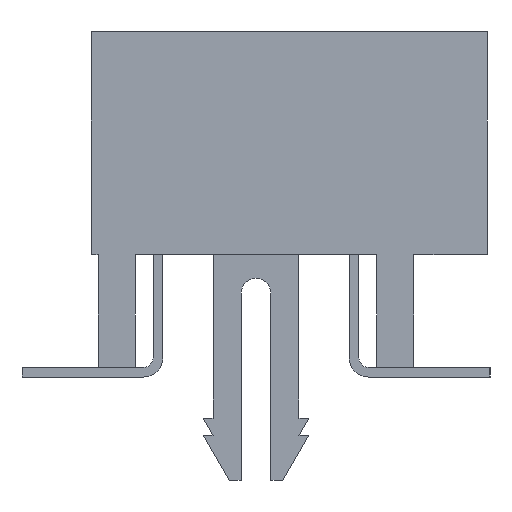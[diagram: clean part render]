
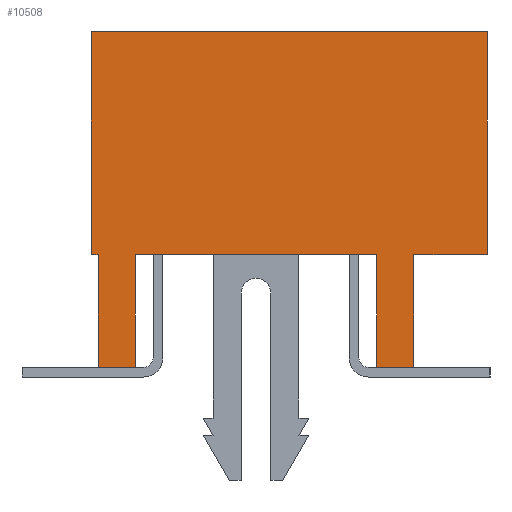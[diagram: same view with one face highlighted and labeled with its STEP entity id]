
A CAD part, left-side view. The second image highlights one B-rep face of the part: STEP entity #10508.
In plain terms, the highlighted planar face has unit normal (-1, 0, 0).
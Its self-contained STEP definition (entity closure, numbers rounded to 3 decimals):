
#304=FACE_OUTER_BOUND('',#921,.T.);
#921=EDGE_LOOP('',(#7340,#7341,#7342,#7343,#7344,#7345,#7346,#7347,#7348,
#7349,#7350,#7351));
#1497=LINE('',#14473,#2942);
#1593=LINE('',#14666,#3038);
#1610=LINE('',#14700,#3055);
#1674=LINE('',#14829,#3119);
#1747=LINE('',#14971,#3192);
#1774=LINE('',#15025,#3219);
#1775=LINE('',#15027,#3220);
#1776=LINE('',#15028,#3221);
#1777=LINE('',#15030,#3222);
#1778=LINE('',#15031,#3223);
#1779=LINE('',#15032,#3224);
#1780=LINE('',#15033,#3225);
#2942=VECTOR('',#11727,1000.);
#3038=VECTOR('',#11825,1000.);
#3055=VECTOR('',#11844,1000.);
#3119=VECTOR('',#11910,1000.);
#3192=VECTOR('',#12099,1000.);
#3219=VECTOR('',#12128,1000.);
#3220=VECTOR('',#12129,1000.);
#3221=VECTOR('',#12130,1000.);
#3222=VECTOR('',#12131,1000.);
#3223=VECTOR('',#12132,1000.);
#3224=VECTOR('',#12133,1000.);
#3225=VECTOR('',#12134,1000.);
#4385=VERTEX_POINT('',#14471);
#4386=VERTEX_POINT('',#14472);
#4481=VERTEX_POINT('',#14663);
#4482=VERTEX_POINT('',#14665);
#4497=VERTEX_POINT('',#14697);
#4498=VERTEX_POINT('',#14699);
#4561=VERTEX_POINT('',#14826);
#4562=VERTEX_POINT('',#14828);
#4573=VERTEX_POINT('',#14969);
#4599=VERTEX_POINT('',#15024);
#4600=VERTEX_POINT('',#15026);
#4601=VERTEX_POINT('',#15029);
#5381=EDGE_CURVE('',#4385,#4386,#1497,.T.);
#5477=EDGE_CURVE('',#4482,#4481,#1593,.T.);
#5494=EDGE_CURVE('',#4497,#4498,#1610,.T.);
#5558=EDGE_CURVE('',#4562,#4561,#1674,.T.);
#5631=EDGE_CURVE('',#4573,#4561,#1747,.T.);
#5658=EDGE_CURVE('',#4498,#4599,#1774,.T.);
#5659=EDGE_CURVE('',#4600,#4497,#1775,.T.);
#5660=EDGE_CURVE('',#4482,#4600,#1776,.T.);
#5661=EDGE_CURVE('',#4481,#4601,#1777,.T.);
#5662=EDGE_CURVE('',#4601,#4385,#1778,.T.);
#5663=EDGE_CURVE('',#4386,#4562,#1779,.T.);
#5664=EDGE_CURVE('',#4599,#4573,#1780,.T.);
#7340=ORIENTED_EDGE('',*,*,#5658,.F.);
#7341=ORIENTED_EDGE('',*,*,#5494,.F.);
#7342=ORIENTED_EDGE('',*,*,#5659,.F.);
#7343=ORIENTED_EDGE('',*,*,#5660,.F.);
#7344=ORIENTED_EDGE('',*,*,#5477,.T.);
#7345=ORIENTED_EDGE('',*,*,#5661,.T.);
#7346=ORIENTED_EDGE('',*,*,#5662,.T.);
#7347=ORIENTED_EDGE('',*,*,#5381,.T.);
#7348=ORIENTED_EDGE('',*,*,#5663,.T.);
#7349=ORIENTED_EDGE('',*,*,#5558,.T.);
#7350=ORIENTED_EDGE('',*,*,#5631,.F.);
#7351=ORIENTED_EDGE('',*,*,#5664,.F.);
#9951=PLANE('',#11125);
#10508=ADVANCED_FACE('',(#304),#9951,.F.);
#11125=AXIS2_PLACEMENT_3D('',#15023,#12126,#12127);
#11727=DIRECTION('',(0.,-1.,0.));
#11825=DIRECTION('',(0.,0.,-1.));
#11844=DIRECTION('',(0.,-1.,0.));
#11910=DIRECTION('',(0.,-1.,0.));
#12099=DIRECTION('',(0.,0.,-1.));
#12126=DIRECTION('center_axis',(1.,0.,0.));
#12127=DIRECTION('ref_axis',(0.,1.,0.));
#12128=DIRECTION('',(0.,0.,-1.));
#12129=DIRECTION('',(0.,0.,1.));
#12130=DIRECTION('',(0.,1.,0.));
#12131=DIRECTION('',(0.,-1.,0.));
#12132=DIRECTION('',(0.,0.,1.));
#12133=DIRECTION('',(0.,0.,-1.));
#12134=DIRECTION('',(0.,1.,0.));
#14471=CARTESIAN_POINT('',(-7.175,1.625,1.65));
#14472=CARTESIAN_POINT('',(-7.175,-1.625,1.65));
#14473=CARTESIAN_POINT('',(-7.175,1.625,1.65));
#14663=CARTESIAN_POINT('',(-7.175,2.125,0.13));
#14665=CARTESIAN_POINT('',(-7.175,2.125,1.65));
#14666=CARTESIAN_POINT('',(-7.175,2.125,4.65));
#14697=CARTESIAN_POINT('',(-7.175,2.215,4.65));
#14699=CARTESIAN_POINT('',(-7.175,-3.115,4.65));
#14700=CARTESIAN_POINT('',(-7.175,2.125,4.65));
#14826=CARTESIAN_POINT('',(-7.175,-2.125,0.13));
#14828=CARTESIAN_POINT('',(-7.175,-1.625,0.13));
#14829=CARTESIAN_POINT('',(-7.175,2.125,0.13));
#14969=CARTESIAN_POINT('',(-7.175,-2.125,1.65));
#14971=CARTESIAN_POINT('',(-7.175,-2.125,4.65));
#15023=CARTESIAN_POINT('Origin',(-7.175,2.125,4.65));
#15024=CARTESIAN_POINT('',(-7.175,-3.115,1.65));
#15025=CARTESIAN_POINT('',(-7.175,-3.115,4.65));
#15026=CARTESIAN_POINT('',(-7.175,2.215,1.65));
#15027=CARTESIAN_POINT('',(-7.175,2.215,1.65));
#15028=CARTESIAN_POINT('',(-7.175,2.115,1.65));
#15029=CARTESIAN_POINT('',(-7.175,1.625,0.13));
#15030=CARTESIAN_POINT('',(-7.175,2.125,0.13));
#15031=CARTESIAN_POINT('',(-7.175,1.625,0.13));
#15032=CARTESIAN_POINT('',(-7.175,-1.625,1.65));
#15033=CARTESIAN_POINT('',(-7.175,-3.115,1.65));
